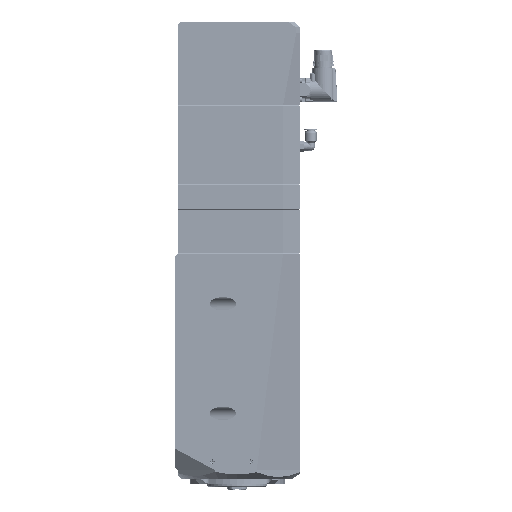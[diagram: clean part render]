
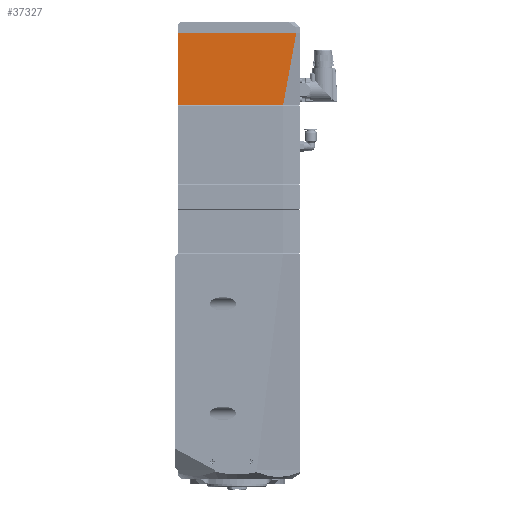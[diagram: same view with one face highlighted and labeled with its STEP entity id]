
A CAD part, left-side view. The second image highlights one B-rep face of the part: STEP entity #37327.
In plain terms, the highlighted planar face has unit normal (-1, 0, 0).
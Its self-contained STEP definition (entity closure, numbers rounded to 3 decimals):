
#5178 = CARTESIAN_POINT ( 'NONE',  ( -57., 54., 376. ) ) ;
#20498 = CARTESIAN_POINT ( 'NONE',  ( -57., -41.819, 347. ) ) ;
#24225 = LINE ( 'NONE', #5178, #222138 ) ;
#27841 = CARTESIAN_POINT ( 'NONE',  ( -57., -57., 414.15 ) ) ;
#36566 = ORIENTED_EDGE ( 'NONE', *, *, #222083, .T. ) ;
#37327 = ADVANCED_FACE ( 'NONE', ( #113541 ), #127877, .F. ) ;
#39386 = CARTESIAN_POINT ( 'NONE',  ( -57., -42., 348. ) ) ;
#45751 = LINE ( 'NONE', #27841, #209152 ) ;
#49007 = DIRECTION ( 'NONE',  ( 0., -1., 0. ) ) ;
#91261 = ORIENTED_EDGE ( 'NONE', *, *, #203510, .T. ) ;
#110429 = VECTOR ( 'NONE', #223493, 1000. ) ;
#113541 = FACE_OUTER_BOUND ( 'NONE', #177530, .T. ) ;
#115741 = VERTEX_POINT ( 'NONE', #206575 ) ;
#120553 = LINE ( 'NONE', #212606, #163806 ) ;
#127877 = PLANE ( 'NONE',  #145029 ) ;
#129637 = ORIENTED_EDGE ( 'NONE', *, *, #158530, .F. ) ;
#130286 = CARTESIAN_POINT ( 'NONE',  ( -57., 54., 376. ) ) ;
#132907 = DIRECTION ( 'NONE',  ( 0., -1., 0. ) ) ;
#145029 = AXIS2_PLACEMENT_3D ( 'NONE', #130286, #222362, #185259 ) ;
#158530 = EDGE_CURVE ( 'NONE', #115741, #183214, #45751, .T. ) ;
#161255 = CARTESIAN_POINT ( 'NONE',  ( -57., 54., 348. ) ) ;
#163806 = VECTOR ( 'NONE', #49007, 1000. ) ;
#177530 = EDGE_LOOP ( 'NONE', ( #181850, #129637, #91261, #36566 ) ) ;
#181850 = ORIENTED_EDGE ( 'NONE', *, *, #227807, .T. ) ;
#183214 = VERTEX_POINT ( 'NONE', #190171 ) ;
#185259 = DIRECTION ( 'NONE',  ( 0., 1., 0. ) ) ;
#187774 = DIRECTION ( 'NONE',  ( 0., 0., -1. ) ) ;
#190171 = CARTESIAN_POINT ( 'NONE',  ( -57., -54., 414.15 ) ) ;
#203510 = EDGE_CURVE ( 'NONE', #115741, #229571, #24225, .T. ) ;
#205566 = LINE ( 'NONE', #20498, #110429 ) ;
#206575 = CARTESIAN_POINT ( 'NONE',  ( -57., 54., 414.15 ) ) ;
#209152 = VECTOR ( 'NONE', #132907, 1000. ) ;
#212606 = CARTESIAN_POINT ( 'NONE',  ( -57., 54., 348. ) ) ;
#222083 = EDGE_CURVE ( 'NONE', #229571, #234975, #120553, .T. ) ;
#222138 = VECTOR ( 'NONE', #187774, 1000. ) ;
#222362 = DIRECTION ( 'NONE',  ( 1., 0., 0. ) ) ;
#223493 = DIRECTION ( 'NONE',  ( 0., -0.178, 0.984 ) ) ;
#227807 = EDGE_CURVE ( 'NONE', #234975, #183214, #205566, .T. ) ;
#229571 = VERTEX_POINT ( 'NONE', #161255 ) ;
#234975 = VERTEX_POINT ( 'NONE', #39386 ) ;
